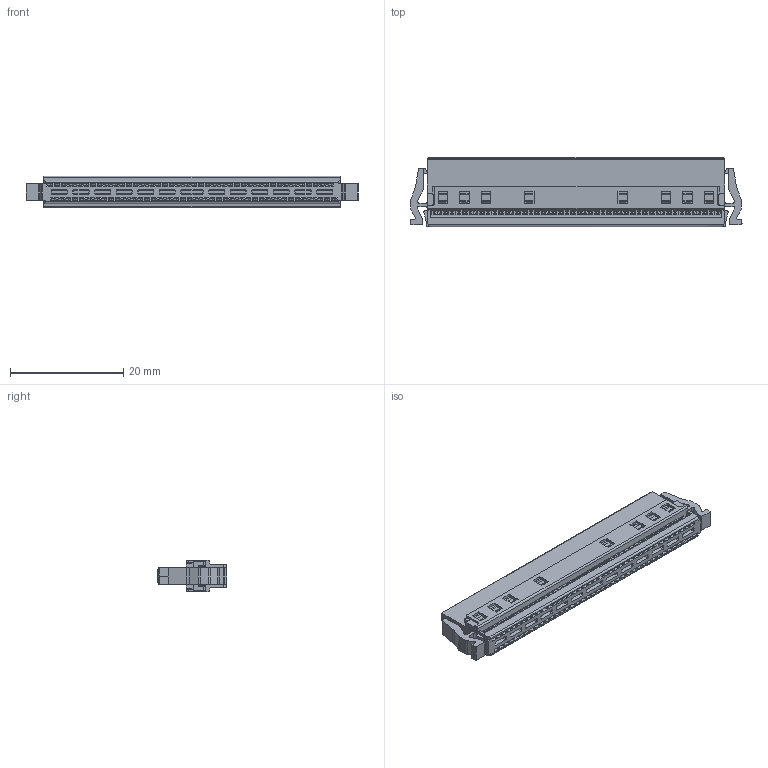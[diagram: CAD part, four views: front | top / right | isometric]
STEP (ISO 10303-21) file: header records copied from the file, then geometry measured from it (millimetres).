
FILE_DESCRIPTION(('CATIA V5 STEP Exchange','CAx-IF Rec.Pracs.--- Model Styling and Organization---1.4--- 2014-01-23'),'2;1');
FILE_NAME ('D1463941_0', '2020-10-05T07:08:20+00:00', ('none'), ('Weidmueller'), 'CATIA Version 5-6 Release 2016 SP3 HF44', 'CATIA V5 STEP AP214', 'none');
FILE_SCHEMA(('AUTOMOTIVE_DESIGN { 1 0 10303 214 1 1 1 1 }'));
Products named in the file (1): 2747600000
Bounding box: 58.58 x 12.2 x 5.6 mm (x, y, z)
Volume: 2333.8 mm3; surface area: 5252.5 mm2
Topology: 1 solids, 1 shells, 4234 faces, 11582 edges, 7716 vertices
Faces by surface type: plane 3384, cylinder 798, cone 52
Entity records: 137173 total; most frequent: CARTESIAN_POINT 29231, ORIENTED_EDGE 23164, DIRECTION 18860, EDGE_CURVE 11582, VECTOR 9864, LINE 9864, VERTEX_POINT 7716, AXIS2_PLACEMENT_3D 4922
